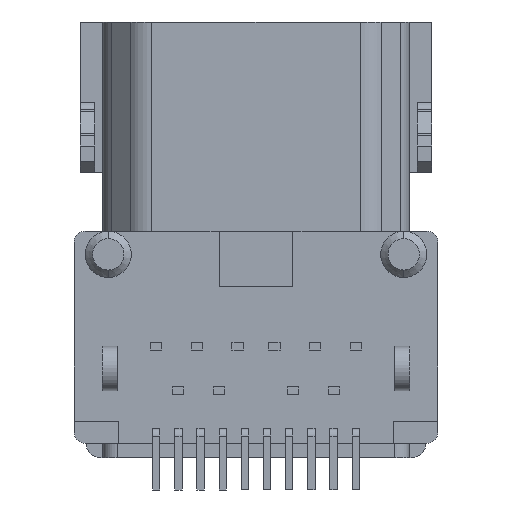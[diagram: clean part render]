
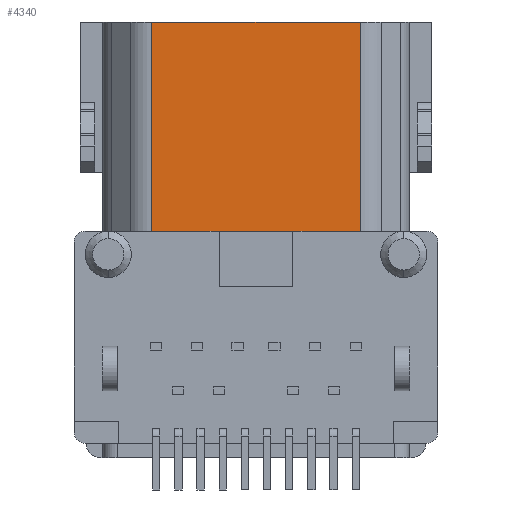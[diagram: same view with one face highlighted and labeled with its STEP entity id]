
A CAD part, front view. The second image highlights one B-rep face of the part: STEP entity #4340.
In plain terms, the highlighted planar face has unit normal (0, -1, 0).
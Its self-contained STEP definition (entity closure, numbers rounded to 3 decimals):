
#286 = VERTEX_POINT ( 'NONE', #8948 ) ;
#350 = CARTESIAN_POINT ( 'NONE',  ( 2.819, 0.76, 0.625 ) ) ;
#450 = DIRECTION ( 'NONE',  ( 0., 0., -1. ) ) ;
#658 = CARTESIAN_POINT ( 'NONE',  ( -2.819, 0.76, 0.625 ) ) ;
#1382 = CARTESIAN_POINT ( 'NONE',  ( -2.819, 0.76, 0.625 ) ) ;
#1573 = ORIENTED_EDGE ( 'NONE', *, *, #3133, .T. ) ;
#1822 = VECTOR ( 'NONE', #4833, 1000. ) ;
#2039 = DIRECTION ( 'NONE',  ( 0., 0., -1. ) ) ;
#2515 = EDGE_CURVE ( 'NONE', #286, #4859, #2926, .T. ) ;
#2573 = VERTEX_POINT ( 'NONE', #350 ) ;
#2670 = LINE ( 'NONE', #8453, #6257 ) ;
#2671 = EDGE_CURVE ( 'NONE', #2573, #4859, #8851, .T. ) ;
#2926 = LINE ( 'NONE', #6186, #3537 ) ;
#2972 = DIRECTION ( 'NONE',  ( 1., 0., 0. ) ) ;
#3133 = EDGE_CURVE ( 'NONE', #3248, #2573, #2670, .T. ) ;
#3248 = VERTEX_POINT ( 'NONE', #1382 ) ;
#3270 = AXIS2_PLACEMENT_3D ( 'NONE', #9367, #8420, #2039 ) ;
#3537 = VECTOR ( 'NONE', #2972, 1000. ) ;
#3981 = CARTESIAN_POINT ( 'NONE',  ( 2.819, 0.76, 6.28 ) ) ;
#4340 = ADVANCED_FACE ( 'NONE', ( #6006 ), #9266, .T. ) ;
#4538 = VECTOR ( 'NONE', #450, 1000. ) ;
#4833 = DIRECTION ( 'NONE',  ( 0., 0., 1. ) ) ;
#4859 = VERTEX_POINT ( 'NONE', #8853 ) ;
#6006 = FACE_OUTER_BOUND ( 'NONE', #6197, .T. ) ;
#6186 = CARTESIAN_POINT ( 'NONE',  ( -2.819, 0.76, 6.29 ) ) ;
#6197 = EDGE_LOOP ( 'NONE', ( #1573, #7045, #7927, #9928 ) ) ;
#6257 = VECTOR ( 'NONE', #8287, 1000. ) ;
#7045 = ORIENTED_EDGE ( 'NONE', *, *, #2671, .T. ) ;
#7927 = ORIENTED_EDGE ( 'NONE', *, *, #2515, .F. ) ;
#8287 = DIRECTION ( 'NONE',  ( 1., 0., 0. ) ) ;
#8420 = DIRECTION ( 'NONE',  ( 0., -1., 0. ) ) ;
#8453 = CARTESIAN_POINT ( 'NONE',  ( -4.15, 0.76, 0.625 ) ) ;
#8618 = EDGE_CURVE ( 'NONE', #286, #3248, #8848, .T. ) ;
#8848 = LINE ( 'NONE', #658, #4538 ) ;
#8851 = LINE ( 'NONE', #3981, #1822 ) ;
#8853 = CARTESIAN_POINT ( 'NONE',  ( 2.819, 0.76, 6.29 ) ) ;
#8948 = CARTESIAN_POINT ( 'NONE',  ( -2.819, 0.76, 6.29 ) ) ;
#9266 = PLANE ( 'NONE',  #3270 ) ;
#9367 = CARTESIAN_POINT ( 'NONE',  ( 0., 0.76, 0. ) ) ;
#9928 = ORIENTED_EDGE ( 'NONE', *, *, #8618, .T. ) ;
